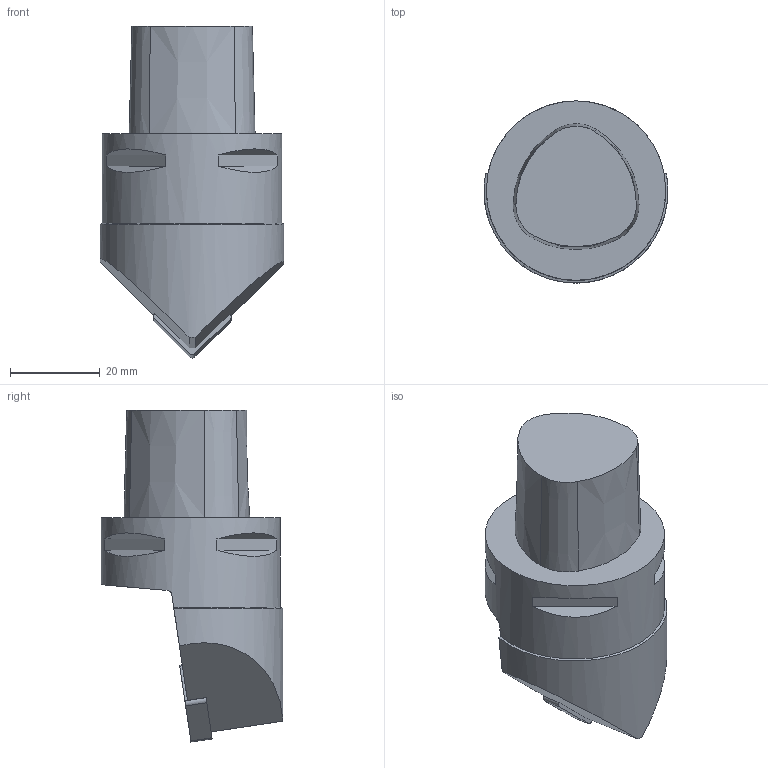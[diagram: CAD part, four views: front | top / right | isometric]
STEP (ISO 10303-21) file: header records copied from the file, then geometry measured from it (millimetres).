
FILE_DESCRIPTION(/* description */ (''),/* implementation_level */ '2;1');
FILE_NAME(/* name */ 'C4-CSDNN-00050-12.stp',/* time_stamp */ '2018-02-15T16:17:28+06:00',/* author */ (''),/* organization */ (''),/* preprocessor_version */ 'ST-DEVELOPER v16',/* originating_system */ 'SIEMENS PLM Software NX 11.0',/* authorisation */ '');
FILE_SCHEMA (('AUTOMOTIVE_DESIGN { 1 0 10303 214 3 1 1 1 }'));
Length unit declared in the file: millimetre
Products named in the file (1): C4-CSDNN-00050-12
Bounding box: 40.98 x 40.55 x 74 mm (x, y, z)
Volume: 51188.4 mm3; surface area: 10787.5 mm2
Topology: 3 solids, 3 shells, 43 faces, 99 edges, 66 vertices
Faces by surface type: plane 29, cylinder 7, cone 7
Full cylindrical faces by diameter (mm): 40 x1
Entity records: 1326 total; most frequent: CARTESIAN_POINT 256, DIRECTION 224, ORIENTED_EDGE 194, EDGE_CURVE 97, AXIS2_PLACEMENT_3D 85, VERTEX_POINT 65, LINE 54, VECTOR 54
